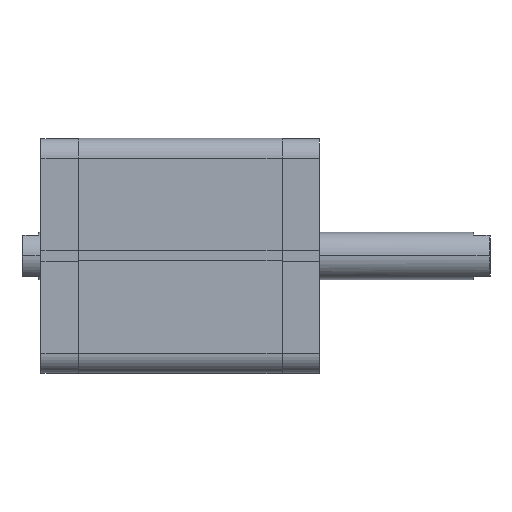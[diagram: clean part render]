
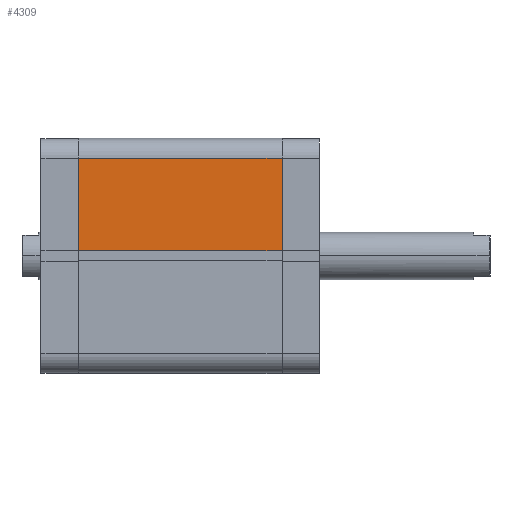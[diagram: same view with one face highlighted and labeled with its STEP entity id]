
A CAD part, top view. The second image highlights one B-rep face of the part: STEP entity #4309.
In plain terms, the highlighted face is planar.
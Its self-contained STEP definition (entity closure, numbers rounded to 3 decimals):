
#603 = VERTEX_POINT ( 'NONE', #3218 ) ;
#604 = VERTEX_POINT ( 'NONE', #3257 ) ;
#606 = VERTEX_POINT ( 'NONE', #3224 ) ;
#772 = VERTEX_POINT ( 'NONE', #2960 ) ;
#1334 = LINE ( 'NONE', #6504, #1335 ) ;
#1335 = VECTOR ( 'NONE', #6505, 1000. ) ;
#1343 = LINE ( 'NONE', #6515, #1344 ) ;
#1344 = VECTOR ( 'NONE', #6516, 1000. ) ;
#1346 = LINE ( 'NONE', #6508, #1350 ) ;
#1350 = VECTOR ( 'NONE', #6525, 1000. ) ;
#1352 = LINE ( 'NONE', #6526, #1353 ) ;
#1353 = VECTOR ( 'NONE', #6527, 1000. ) ;
#1891 = FACE_OUTER_BOUND ( 'NONE', #6762, .T. ) ;
#2734 = PLANE ( 'NONE',  #3987 ) ;
#2737 = CARTESIAN_POINT ( 'NONE',  ( -51.5, 62., -107.5 ) ) ;
#2742 = DIRECTION ( 'NONE',  ( 0., 1., 0. ) ) ;
#2743 = DIRECTION ( 'NONE',  ( 0., 0., 1. ) ) ;
#2960 = CARTESIAN_POINT ( 'NONE',  ( -2.6, 62., 0. ) ) ;
#3218 = CARTESIAN_POINT ( 'NONE',  ( -51.5, 62., -107.5 ) ) ;
#3224 = CARTESIAN_POINT ( 'NONE',  ( -51.5, 62., 0. ) ) ;
#3257 = CARTESIAN_POINT ( 'NONE',  ( -2.6, 62., -107.5 ) ) ;
#3533 = EDGE_CURVE ( 'NONE', #604, #603, #1334, .T. ) ;
#3538 = EDGE_CURVE ( 'NONE', #603, #606, #1343, .T. ) ;
#3542 = EDGE_CURVE ( 'NONE', #604, #772, #1346, .T. ) ;
#3543 = EDGE_CURVE ( 'NONE', #772, #606, #1352, .T. ) ;
#3987 = AXIS2_PLACEMENT_3D ( 'NONE', #2737, #2742, #2743 ) ;
#4309 = ADVANCED_FACE ( 'NONE', ( #1891 ), #2734, .T. ) ;
#6504 = CARTESIAN_POINT ( 'NONE',  ( -51.5, 62., -107.5 ) ) ;
#6505 = DIRECTION ( 'NONE',  ( -1., 0., 0. ) ) ;
#6508 = CARTESIAN_POINT ( 'NONE',  ( -2.6, 62., -107.5 ) ) ;
#6515 = CARTESIAN_POINT ( 'NONE',  ( -51.5, 62., -107.5 ) ) ;
#6516 = DIRECTION ( 'NONE',  ( 0., 0., 1. ) ) ;
#6525 = DIRECTION ( 'NONE',  ( 0., 0., 1. ) ) ;
#6526 = CARTESIAN_POINT ( 'NONE',  ( -51.5, 62., 0. ) ) ;
#6527 = DIRECTION ( 'NONE',  ( -1., 0., 0. ) ) ;
#6762 = EDGE_LOOP ( 'NONE', ( #6922, #6923, #6917, #6915 ) ) ;
#6915 = ORIENTED_EDGE ( 'NONE', *, *, #3538, .T. ) ;
#6917 = ORIENTED_EDGE ( 'NONE', *, *, #3533, .T. ) ;
#6922 = ORIENTED_EDGE ( 'NONE', *, *, #3543, .F. ) ;
#6923 = ORIENTED_EDGE ( 'NONE', *, *, #3542, .F. ) ;
